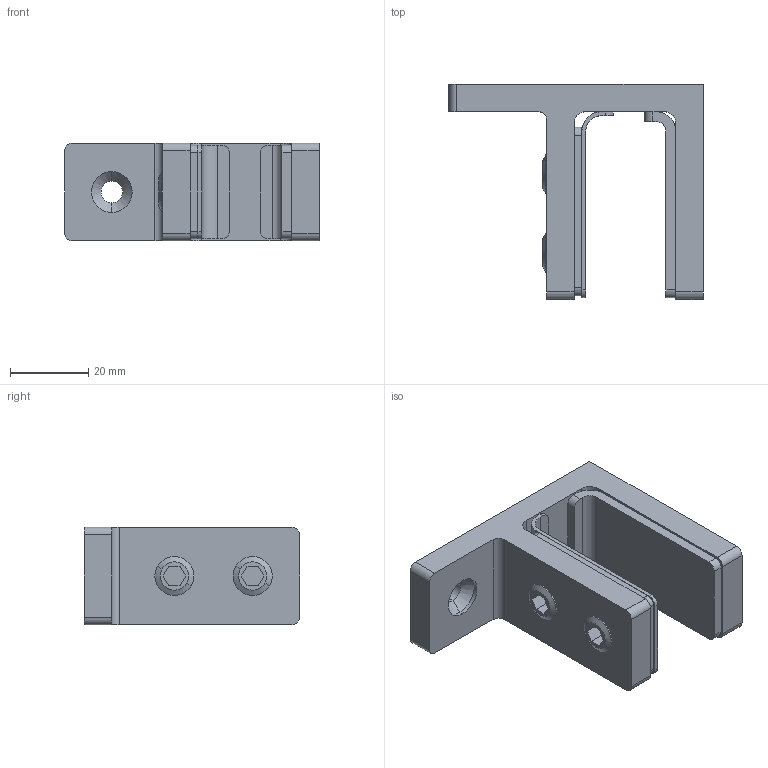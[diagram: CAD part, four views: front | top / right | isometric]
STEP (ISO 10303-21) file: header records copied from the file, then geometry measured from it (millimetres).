
FILE_DESCRIPTION (( 'STEP AP203' ), '1' );
FILE_NAME ('A14_0771-000.STEP', '2023-03-27T13:12:15', ( '' ), ( '' ), 'SwSTEP 2.0', 'SolidWorks 2019', '' );
FILE_SCHEMA (( 'CONFIG_CONTROL_DESIGN' ));
Length unit declared in the file: millimetre
Products named in the file (6): A14_0771-000; A14_0771-000.P1; DIN 913_SKRUTKA M10X10; A14_0771-000.P3; A14_0771-000.P2; A14_0771-000.P4
Assembly tree (6 placements, depth 2):
  A14_0771-000
    A14_0771-000.P1
    A14_0771-000.P2
    A14_0771-000.P3
    A14_0771-000.P4
    DIN 913_SKRUTKA M10X10  x2
Bounding box: 65 x 55 x 25 mm (x, y, z)
Volume: 34451.4 mm3; surface area: 19483 mm2
Topology: 6 solids, 6 shells, 99 faces, 243 edges, 158 vertices
Faces by surface type: plane 52, cylinder 37, cone 10
Entity records: 3201 total; most frequent: DIRECTION 471, CARTESIAN_POINT 442, ORIENTED_EDGE 422, EDGE_CURVE 211, AXIS2_PLACEMENT_3D 167, VERTEX_POINT 138, VECTOR 137, LINE 137
